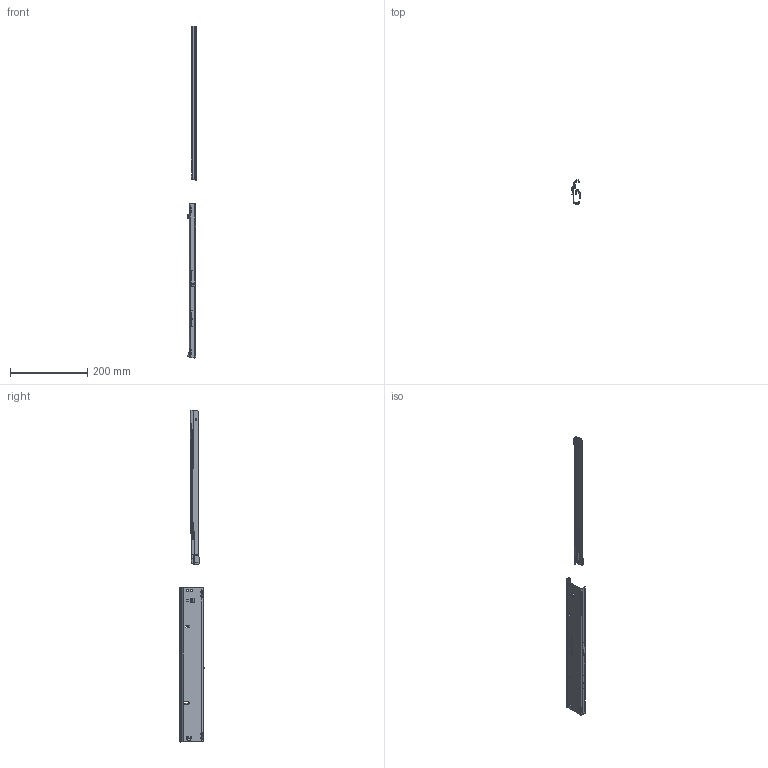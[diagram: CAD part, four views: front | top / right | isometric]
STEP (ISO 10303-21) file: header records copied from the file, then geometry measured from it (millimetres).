
FILE_DESCRIPTION (( 'STEP AP214' ), '1' );
FILE_NAME ('FR_790_SCC_SC.0400mm_16inch_open_left.STEP', '2022-11-17T14:46:55', ( '' ), ( '' ), 'SwSTEP 2.0', 'SolidWorks 2020', '' );
FILE_SCHEMA (( 'AUTOMOTIVE_DESIGN' ));
Length unit declared in the file: millimetre
Products named in the file (5): CS# 785.XXX-01.L521_NL 400; FR_790_SCC_SC.0400mm_16inch_open_left; CS# 785.XXX-03.S049_NL 400
Assembly tree (4 placements, depth 3):
  FR_790_SCC_SC.0400mm_16inch_open_left
    CS# 785.XXX-01.L521_NL 400
      CS# 785.XXX-01.L521_NL 400
    CS# 785.XXX-03.S049_NL 400
      CS# 785.XXX-03.S049_NL 400
Bounding box: 21.79 x 62.5 x 859.98 mm (x, y, z)
Volume: 71793.3 mm3; surface area: 99577.9 mm2
Topology: 2 solids, 2 shells, 927 faces, 2440 edges, 1550 vertices
Faces by surface type: plane 463, bspline 228, cylinder 187, cone 44, sphere 5
Entity records: 46215 total; most frequent: CARTESIAN_POINT 20644, ORIENTED_EDGE 4852, DIRECTION 3504, EDGE_CURVE 2426, VERTEX_POINT 1550, VECTOR 1362, LINE 1362, AXIS2_PLACEMENT_3D 1071
